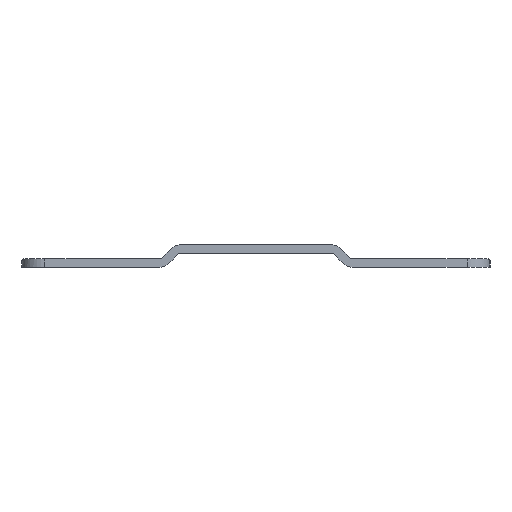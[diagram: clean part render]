
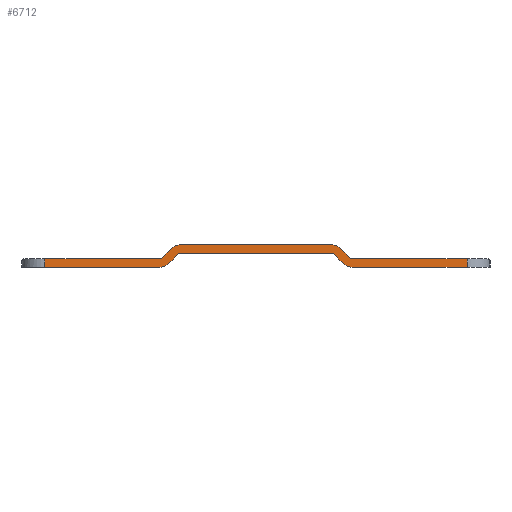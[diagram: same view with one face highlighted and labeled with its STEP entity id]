
A CAD part, left-side view. The second image highlights one B-rep face of the part: STEP entity #6712.
In plain terms, the highlighted planar face has unit normal (-1, 0, 0).
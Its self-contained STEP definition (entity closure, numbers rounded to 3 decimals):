
#10=DIRECTION('',(0.,-1.,0.));
#11=VECTOR('',#10,19.964);
#12=CARTESIAN_POINT('',(-292.5,37.,1.5));
#13=LINE('',#12,#11);
#573=CARTESIAN_POINT('',(-292.5,17.036,2.5));
#574=DIRECTION('',(1.,0.,0.));
#575=DIRECTION('',(0.,-0.707,-0.707));
#576=AXIS2_PLACEMENT_3D('',#573,#574,#575);
#578=DIRECTION('',(0.,0.707,-0.707));
#579=VECTOR('',#578,2.086);
#580=CARTESIAN_POINT('',(-292.5,14.854,3.268));
#581=LINE('',#580,#579);
#582=CARTESIAN_POINT('',(-292.5,13.086,1.5));
#583=DIRECTION('',(-1.,0.,0.));
#584=DIRECTION('',(0.,0.,1.));
#585=AXIS2_PLACEMENT_3D('',#582,#583,#584);
#587=CARTESIAN_POINT('',(-292.5,-13.086,1.5));
#588=DIRECTION('',(-1.,0.,0.));
#589=DIRECTION('',(0.,-0.707,0.707));
#590=AXIS2_PLACEMENT_3D('',#587,#588,#589);
#592=DIRECTION('',(0.,0.707,0.707));
#593=VECTOR('',#592,2.086);
#594=CARTESIAN_POINT('',(-292.5,-16.328,1.793));
#595=LINE('',#594,#593);
#596=CARTESIAN_POINT('',(-292.5,-17.036,2.5));
#597=DIRECTION('',(1.,0.,0.));
#598=DIRECTION('',(0.,0.,-1.));
#599=AXIS2_PLACEMENT_3D('',#596,#597,#598);
#601=DIRECTION('',(0.,-1.,0.));
#602=VECTOR('',#601,19.964);
#603=CARTESIAN_POINT('',(-292.5,-17.036,0.));
#604=LINE('',#603,#602);
#605=CARTESIAN_POINT('',(-292.5,-17.036,2.5));
#606=DIRECTION('',(-1.,0.,0.));
#607=DIRECTION('',(0.,0.707,-0.707));
#608=AXIS2_PLACEMENT_3D('',#605,#606,#607);
#610=DIRECTION('',(0.,-0.707,-0.707));
#611=VECTOR('',#610,2.086);
#612=CARTESIAN_POINT('',(-292.5,-13.793,2.207));
#613=LINE('',#612,#611);
#614=CARTESIAN_POINT('',(-292.5,-13.086,1.5));
#615=DIRECTION('',(1.,0.,0.));
#616=DIRECTION('',(0.,0.,1.));
#617=AXIS2_PLACEMENT_3D('',#614,#615,#616);
#619=DIRECTION('',(0.,-1.,0.));
#620=VECTOR('',#619,26.172);
#621=CARTESIAN_POINT('',(-292.5,13.086,2.5));
#622=LINE('',#621,#620);
#623=CARTESIAN_POINT('',(-292.5,13.086,1.5));
#624=DIRECTION('',(1.,0.,0.));
#625=DIRECTION('',(0.,0.707,0.707));
#626=AXIS2_PLACEMENT_3D('',#623,#624,#625);
#628=DIRECTION('',(0.,-0.707,0.707));
#629=VECTOR('',#628,2.086);
#630=CARTESIAN_POINT('',(-292.5,15.268,0.732));
#631=LINE('',#630,#629);
#632=CARTESIAN_POINT('',(-292.5,17.036,2.5));
#633=DIRECTION('',(-1.,0.,0.));
#634=DIRECTION('',(0.,0.,-1.));
#635=AXIS2_PLACEMENT_3D('',#632,#633,#634);
#637=DIRECTION('',(0.,-1.,0.));
#638=VECTOR('',#637,19.964);
#639=CARTESIAN_POINT('',(-292.5,37.,0.));
#640=LINE('',#639,#638);
#974=DIRECTION('',(0.,-1.,0.));
#975=VECTOR('',#974,19.964);
#976=CARTESIAN_POINT('',(-292.5,-17.036,1.5));
#977=LINE('',#976,#975);
#1275=DIRECTION('',(0.,0.,-1.));
#1276=VECTOR('',#1275,1.5);
#1277=CARTESIAN_POINT('',(-292.5,-37.,1.5));
#1278=LINE('',#1277,#1276);
#1317=DIRECTION('',(0.,-1.,0.));
#1318=VECTOR('',#1317,26.172);
#1319=CARTESIAN_POINT('',(-292.5,13.086,4.));
#1320=LINE('',#1319,#1318);
#3635=DIRECTION('',(0.,0.,1.));
#3636=VECTOR('',#3635,1.5);
#3637=CARTESIAN_POINT('',(-292.5,37.,0.));
#3638=LINE('',#3637,#3636);
#5161=CARTESIAN_POINT('',(-292.5,37.,1.5));
#5163=VERTEX_POINT('',#5161);
#5164=CARTESIAN_POINT('',(-292.5,17.036,1.5));
#5165=VERTEX_POINT('',#5164);
#5166=CARTESIAN_POINT('',(-292.5,13.086,4.));
#5167=CARTESIAN_POINT('',(-292.5,-13.086,4.));
#5168=VERTEX_POINT('',#5166);
#5169=VERTEX_POINT('',#5167);
#5170=CARTESIAN_POINT('',(-292.5,37.,0.));
#5171=VERTEX_POINT('',#5170);
#5172=CARTESIAN_POINT('',(-292.5,17.036,0.));
#5173=VERTEX_POINT('',#5172);
#5174=CARTESIAN_POINT('',(-292.5,-15.268,0.732));
#5175=CARTESIAN_POINT('',(-292.5,-17.036,0.));
#5176=VERTEX_POINT('',#5174);
#5177=VERTEX_POINT('',#5175);
#5178=CARTESIAN_POINT('',(-292.5,-17.036,1.5));
#5179=CARTESIAN_POINT('',(-292.5,-16.328,1.793));
#5180=VERTEX_POINT('',#5178);
#5181=VERTEX_POINT('',#5179);
#5182=CARTESIAN_POINT('',(-292.5,-13.793,2.207));
#5183=VERTEX_POINT('',#5182);
#5184=CARTESIAN_POINT('',(-292.5,-14.854,3.268));
#5185=VERTEX_POINT('',#5184);
#5186=CARTESIAN_POINT('',(-292.5,15.268,0.732));
#5187=CARTESIAN_POINT('',(-292.5,13.793,2.207));
#5188=VERTEX_POINT('',#5186);
#5189=VERTEX_POINT('',#5187);
#5190=CARTESIAN_POINT('',(-292.5,14.854,3.268));
#5191=CARTESIAN_POINT('',(-292.5,16.328,1.793));
#5192=VERTEX_POINT('',#5190);
#5193=VERTEX_POINT('',#5191);
#5194=CARTESIAN_POINT('',(-292.5,-13.086,2.5));
#5195=VERTEX_POINT('',#5194);
#5196=CARTESIAN_POINT('',(-292.5,13.086,2.5));
#5197=VERTEX_POINT('',#5196);
#5208=CARTESIAN_POINT('',(-292.5,-37.,0.));
#5209=VERTEX_POINT('',#5208);
#5210=CARTESIAN_POINT('',(-292.5,-37.,1.5));
#5211=VERTEX_POINT('',#5210);
#6667=CARTESIAN_POINT('',(-292.5,17.036,2.5));
#6668=DIRECTION('',(1.,0.,0.));
#6669=DIRECTION('',(0.,0.,-1.));
#6670=AXIS2_PLACEMENT_3D('',#6667,#6668,#6669);
#6671=PLANE('',#6670);
#6672=ORIENTED_EDGE('',*,*,#6073,.T.);
#6674=ORIENTED_EDGE('',*,*,#6673,.F.);
#6676=ORIENTED_EDGE('',*,*,#6675,.F.);
#6678=ORIENTED_EDGE('',*,*,#6677,.F.);
#6680=ORIENTED_EDGE('',*,*,#6679,.T.);
#6682=ORIENTED_EDGE('',*,*,#6681,.F.);
#6684=ORIENTED_EDGE('',*,*,#6683,.F.);
#6686=ORIENTED_EDGE('',*,*,#6685,.F.);
#6688=ORIENTED_EDGE('',*,*,#6687,.T.);
#6690=ORIENTED_EDGE('',*,*,#6689,.T.);
#6692=ORIENTED_EDGE('',*,*,#6691,.F.);
#6694=ORIENTED_EDGE('',*,*,#6693,.F.);
#6696=ORIENTED_EDGE('',*,*,#6695,.F.);
#6698=ORIENTED_EDGE('',*,*,#6697,.F.);
#6700=ORIENTED_EDGE('',*,*,#6699,.F.);
#6702=ORIENTED_EDGE('',*,*,#6701,.F.);
#6704=ORIENTED_EDGE('',*,*,#6703,.F.);
#6706=ORIENTED_EDGE('',*,*,#6705,.F.);
#6707=ORIENTED_EDGE('',*,*,#6384,.F.);
#6709=ORIENTED_EDGE('',*,*,#6708,.T.);
#6710=EDGE_LOOP('',(#6672,#6674,#6676,#6678,#6680,#6682,#6684,#6686,#6688,#6690,
#6692,#6694,#6696,#6698,#6700,#6702,#6704,#6706,#6707,#6709));
#6711=FACE_OUTER_BOUND('',#6710,.F.);
#6712=ADVANCED_FACE('',(#6711),#6671,.F.);
#577=CIRCLE('',#576,1.);
#586=CIRCLE('',#585,2.5);
#591=CIRCLE('',#590,2.5);
#600=CIRCLE('',#599,1.);
#609=CIRCLE('',#608,2.5);
#618=CIRCLE('',#617,1.);
#627=CIRCLE('',#626,1.);
#636=CIRCLE('',#635,2.5);
#6073=EDGE_CURVE('',#5163,#5165,#13,.T.);
#6384=EDGE_CURVE('',#5171,#5173,#640,.T.);
#6673=EDGE_CURVE('',#5193,#5165,#577,.T.);
#6675=EDGE_CURVE('',#5192,#5193,#581,.T.);
#6677=EDGE_CURVE('',#5168,#5192,#586,.T.);
#6679=EDGE_CURVE('',#5168,#5169,#1320,.T.);
#6681=EDGE_CURVE('',#5185,#5169,#591,.T.);
#6683=EDGE_CURVE('',#5181,#5185,#595,.T.);
#6685=EDGE_CURVE('',#5180,#5181,#600,.T.);
#6687=EDGE_CURVE('',#5180,#5211,#977,.T.);
#6689=EDGE_CURVE('',#5211,#5209,#1278,.T.);
#6691=EDGE_CURVE('',#5177,#5209,#604,.T.);
#6693=EDGE_CURVE('',#5176,#5177,#609,.T.);
#6695=EDGE_CURVE('',#5183,#5176,#613,.T.);
#6697=EDGE_CURVE('',#5195,#5183,#618,.T.);
#6699=EDGE_CURVE('',#5197,#5195,#622,.T.);
#6701=EDGE_CURVE('',#5189,#5197,#627,.T.);
#6703=EDGE_CURVE('',#5188,#5189,#631,.T.);
#6705=EDGE_CURVE('',#5173,#5188,#636,.T.);
#6708=EDGE_CURVE('',#5171,#5163,#3638,.T.);
